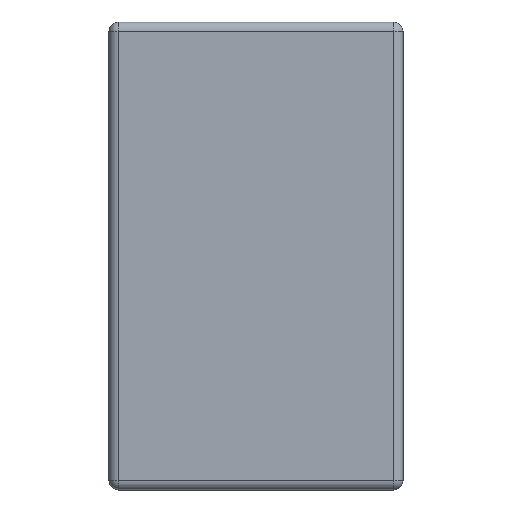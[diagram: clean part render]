
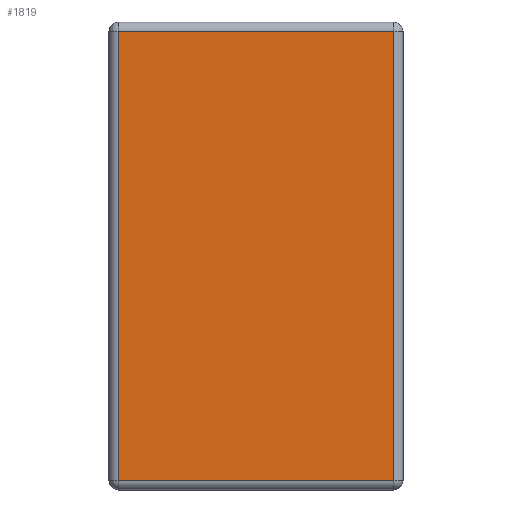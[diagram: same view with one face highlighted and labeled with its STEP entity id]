
A CAD part, left-side view. The second image highlights one B-rep face of the part: STEP entity #1819.
In plain terms, the highlighted planar face has unit normal (-1, 0, 0).
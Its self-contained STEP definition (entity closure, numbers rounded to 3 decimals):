
#237 = LINE ( 'NONE', #4100, #1444 ) ;
#520 = FACE_OUTER_BOUND ( 'NONE', #4002, .T. ) ;
#565 = CARTESIAN_POINT ( 'NONE',  ( 0., 2.2, -0.073 ) ) ;
#897 = DIRECTION ( 'NONE',  ( -1., 0., 0. ) ) ;
#937 = VECTOR ( 'NONE', #1990, 1000. ) ;
#1444 = VECTOR ( 'NONE', #4466, 1000. ) ;
#1527 = ORIENTED_EDGE ( 'NONE', *, *, #1627, .T. ) ;
#1627 = EDGE_CURVE ( 'NONE', #3279, #2795, #2484, .T. ) ;
#1806 = LINE ( 'NONE', #2882, #3981 ) ;
#1819 = ADVANCED_FACE ( 'NONE', ( #520 ), #2230, .T. ) ;
#1820 = CARTESIAN_POINT ( 'NONE',  ( 0., 2.127, -3.427 ) ) ;
#1846 = CARTESIAN_POINT ( 'NONE',  ( 0., 0.073, -0.073 ) ) ;
#1851 = CARTESIAN_POINT ( 'NONE',  ( 0., 0.073, 0. ) ) ;
#1907 = EDGE_CURVE ( 'NONE', #3806, #3279, #237, .T. ) ;
#1990 = DIRECTION ( 'NONE',  ( 0., 1., 0. ) ) ;
#2118 = DIRECTION ( 'NONE',  ( 0., 0., -1. ) ) ;
#2230 = PLANE ( 'NONE',  #4460 ) ;
#2484 = LINE ( 'NONE', #1851, #3005 ) ;
#2706 = CARTESIAN_POINT ( 'NONE',  ( 0., 0.073, -3.427 ) ) ;
#2756 = EDGE_CURVE ( 'NONE', #2795, #3479, #3737, .T. ) ;
#2795 = VERTEX_POINT ( 'NONE', #1846 ) ;
#2882 = CARTESIAN_POINT ( 'NONE',  ( 0., 2.127, -3.5 ) ) ;
#3005 = VECTOR ( 'NONE', #4268, 1000. ) ;
#3279 = VERTEX_POINT ( 'NONE', #2706 ) ;
#3362 = ORIENTED_EDGE ( 'NONE', *, *, #4303, .T. ) ;
#3374 = DIRECTION ( 'NONE',  ( 0., 0., 1. ) ) ;
#3479 = VERTEX_POINT ( 'NONE', #4539 ) ;
#3626 = CARTESIAN_POINT ( 'NONE',  ( 0., 0., 0. ) ) ;
#3737 = LINE ( 'NONE', #565, #937 ) ;
#3806 = VERTEX_POINT ( 'NONE', #1820 ) ;
#3981 = VECTOR ( 'NONE', #2118, 1000. ) ;
#4002 = EDGE_LOOP ( 'NONE', ( #4070, #1527, #4459, #3362 ) ) ;
#4070 = ORIENTED_EDGE ( 'NONE', *, *, #1907, .T. ) ;
#4100 = CARTESIAN_POINT ( 'NONE',  ( 0., 0., -3.427 ) ) ;
#4268 = DIRECTION ( 'NONE',  ( 0., 0., 1. ) ) ;
#4303 = EDGE_CURVE ( 'NONE', #3479, #3806, #1806, .T. ) ;
#4459 = ORIENTED_EDGE ( 'NONE', *, *, #2756, .T. ) ;
#4460 = AXIS2_PLACEMENT_3D ( 'NONE', #3626, #897, #3374 ) ;
#4466 = DIRECTION ( 'NONE',  ( 0., -1., 0. ) ) ;
#4539 = CARTESIAN_POINT ( 'NONE',  ( 0., 2.127, -0.073 ) ) ;
